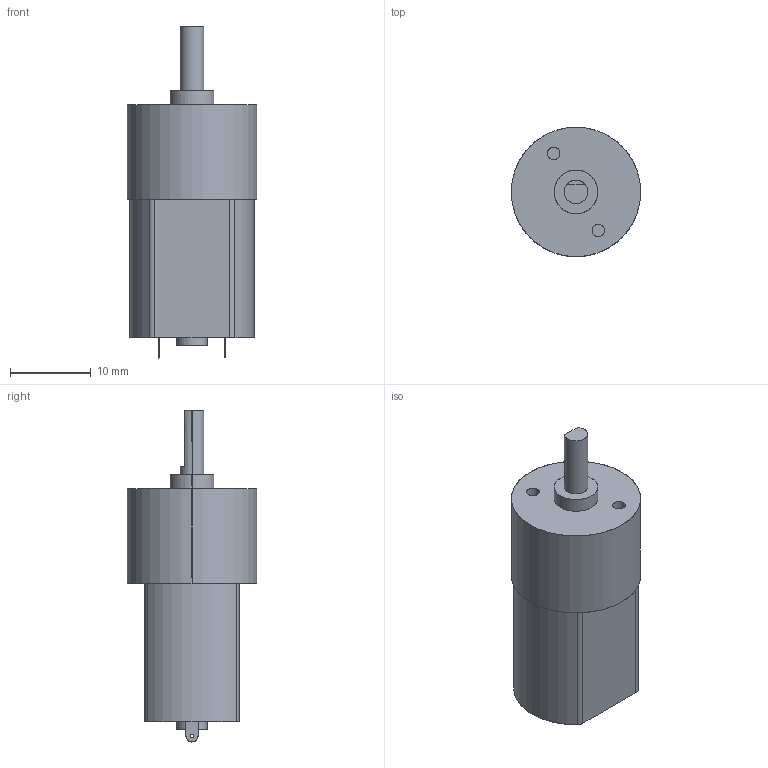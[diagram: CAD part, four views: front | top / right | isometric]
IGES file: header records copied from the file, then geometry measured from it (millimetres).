
Start section: SolidWorks IGES file using analytic representation for surfaces
Global section: file name: ant and fairy motor.IGS; native system: SolidWorks 2005 by SolidWorks Corporation; preprocessor: SolidWorks 2005 by SolidWorks Corporation; author: Peter Smith; date: 150614.203517; units: millimetre
Bounding box: 16 x 16 x 41.03 mm (x, y, z)
Surface area: 1934.2 mm2 (no closed solid volume)
Topology: 0 solids, 0 shells, 47 faces, 642 edges, 642 vertices
Faces by surface type: revolution 27, bspline 20
